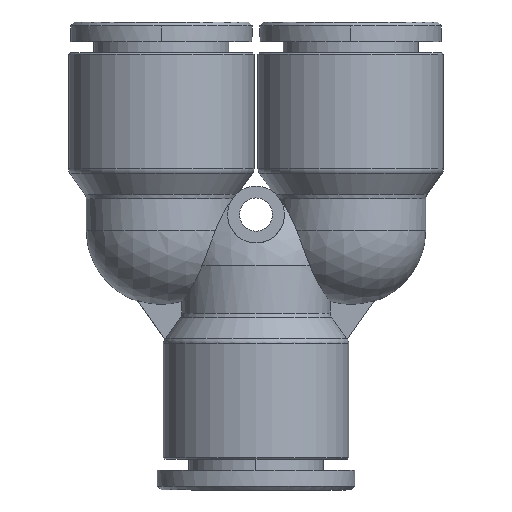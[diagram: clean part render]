
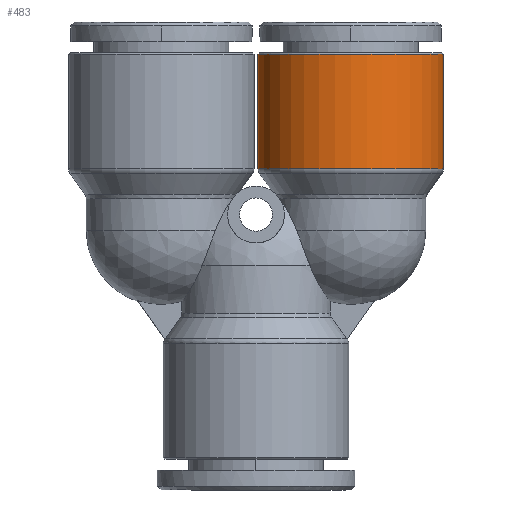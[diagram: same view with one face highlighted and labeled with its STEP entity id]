
A CAD part, front view. The second image highlights one B-rep face of the part: STEP entity #483.
In plain terms, the highlighted cylindrical face has radius 11.75 mm (diameter 23.5 mm), a partial arc.
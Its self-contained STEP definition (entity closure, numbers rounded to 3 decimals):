
#442=CARTESIAN_POINT('',(-11.25,0.,0.0));
#443=DIRECTION('',(1.0,0.0,0.0));
#444=DIRECTION('',(0.0,0.0,1.0));
#445=AXIS2_PLACEMENT_3D('',#442,#443,#444);
#446=CYLINDRICAL_SURFACE('',#445,11.75);
#447=CARTESIAN_POINT('',(-19.55,0.,11.75));
#448=VERTEX_POINT('',#447);
#449=CARTESIAN_POINT('',(-5.066,0.,11.75));
#450=VERTEX_POINT('',#449);
#451=CARTESIAN_POINT('',(-19.55,0.,11.75));
#452=DIRECTION('',(1.0,0.0,0.0));
#453=VECTOR('',#452,14.484);
#454=LINE('',#451,#453);
#455=EDGE_CURVE('',#448,#450,#454,.T.);
#456=ORIENTED_EDGE('',*,*,#455,.F.);
#457=CARTESIAN_POINT('',(-19.55,0.,-11.75));
#458=VERTEX_POINT('',#457);
#459=CARTESIAN_POINT('',(-19.55,0.,0.));
#460=DIRECTION('',(-1.0,0.0,0.0));
#461=DIRECTION('',(0.0,0.0,1.0));
#462=AXIS2_PLACEMENT_3D('',#459,#460,#461);
#463=CIRCLE('',#462,11.75);
#464=EDGE_CURVE('',#458,#448,#463,.T.);
#465=ORIENTED_EDGE('',*,*,#464,.F.);
#466=CARTESIAN_POINT('',(-5.066,0.,-11.75));
#467=VERTEX_POINT('',#466);
#468=CARTESIAN_POINT('',(-5.066,0.,-11.75));
#469=DIRECTION('',(-1.0,0.0,0.0));
#470=VECTOR('',#469,14.484);
#471=LINE('',#468,#470);
#472=EDGE_CURVE('',#467,#458,#471,.T.);
#473=ORIENTED_EDGE('',*,*,#472,.F.);
#474=CARTESIAN_POINT('',(-5.066,0.,0.0));
#475=DIRECTION('',(1.0,0.0,0.0));
#476=DIRECTION('',(0.0,0.0,-1.0));
#477=AXIS2_PLACEMENT_3D('',#474,#475,#476);
#478=CIRCLE('',#477,11.75);
#479=EDGE_CURVE('',#450,#467,#478,.T.);
#480=ORIENTED_EDGE('',*,*,#479,.F.);
#481=EDGE_LOOP('',(#456,#465,#473,#480));
#482=FACE_OUTER_BOUND('',#481,.T.);
#483=ADVANCED_FACE('',(#482),#446,.T.);
